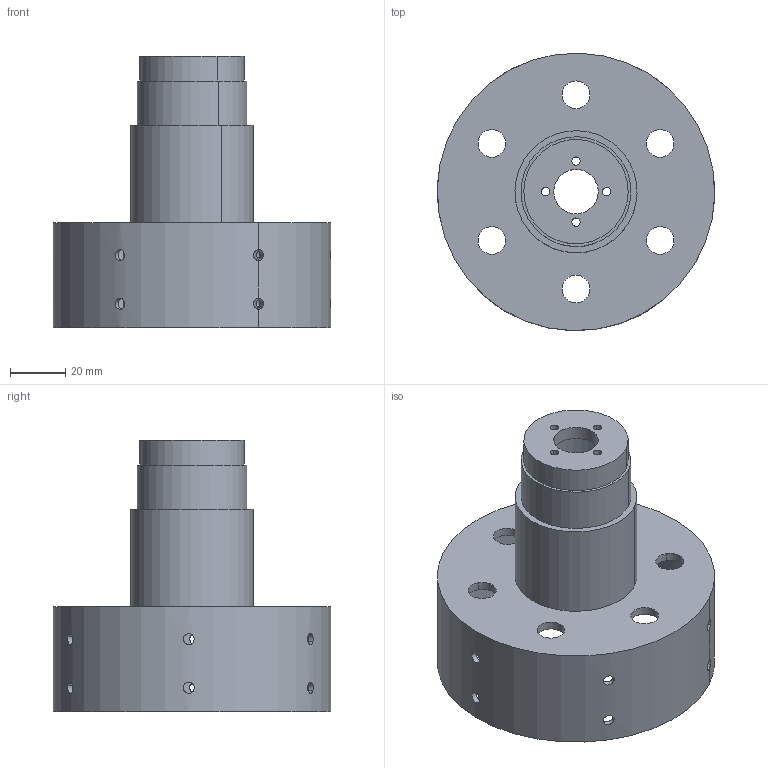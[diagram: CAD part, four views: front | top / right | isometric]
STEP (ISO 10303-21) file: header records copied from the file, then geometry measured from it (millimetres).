
FILE_DESCRIPTION(('CATIA V5 STEP Exchange'),'2;1');
FILE_NAME('Support_Stator_M.stp','2024-05-07T10:40:48+00:00',('none'),('none'),'CATIA Version 5 Release 21 GA (IN-10)','CATIA V5 STEP AP203','none');
FILE_SCHEMA(('CONFIG_CONTROL_DESIGN'));
Length unit declared in the file: millimetre
Products named in the file (1): Support_Stator
Bounding box: 100 x 99.97 x 98 mm (x, y, z)
Volume: 84171.4 mm3; surface area: 51164 mm2
Topology: 1 solids, 1 shells, 65 faces, 230 edges, 164 vertices
Faces by surface type: cylinder 58, plane 7
Entity records: 2689 total; most frequent: CARTESIAN_POINT 863, ORIENTED_EDGE 460, EDGE_CURVE 230, DIRECTION 206, VERTEX_POINT 164, EDGE_LOOP 108, AXIS2_PLACEMENT_3D 105, B_SPLINE_CURVE_WITH_KNOTS 96
